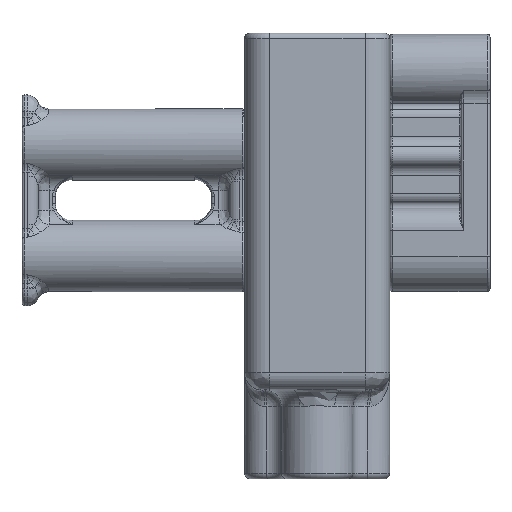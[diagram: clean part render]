
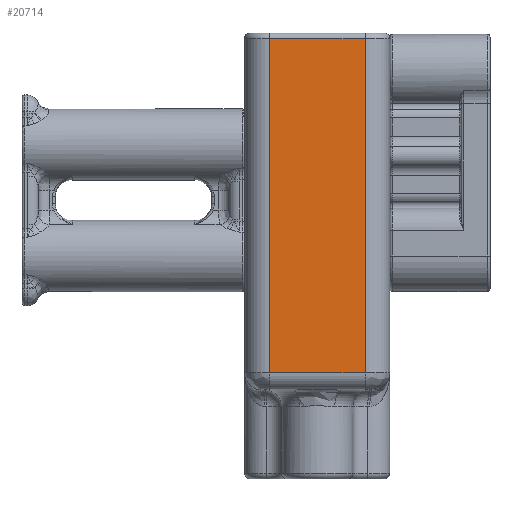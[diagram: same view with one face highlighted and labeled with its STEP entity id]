
A CAD part, left-side view. The second image highlights one B-rep face of the part: STEP entity #20714.
In plain terms, the highlighted planar face has unit normal (-1, 0, 0).
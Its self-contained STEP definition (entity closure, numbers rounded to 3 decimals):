
#232=PLANE('',#22690);
#999=LINE('',#35598,#1935);
#1007=LINE('',#35913,#1943);
#1008=LINE('',#35917,#1944);
#1009=LINE('',#35918,#1945);
#1935=VECTOR('',#26606,10.);
#1943=VECTOR('',#26672,10.);
#1944=VECTOR('',#26677,10.);
#1945=VECTOR('',#26678,10.);
#3431=FACE_OUTER_BOUND('',#4882,.T.);
#4882=EDGE_LOOP('',(#15126,#15127,#15128,#15129));
#8889=VERTEX_POINT('',#35590);
#8891=VERTEX_POINT('',#35596);
#8915=VERTEX_POINT('',#35912);
#8916=VERTEX_POINT('',#35916);
#11083=EDGE_CURVE('',#8891,#8889,#999,.T.);
#11125=EDGE_CURVE('',#8889,#8915,#1007,.T.);
#11127=EDGE_CURVE('',#8916,#8891,#1008,.T.);
#11128=EDGE_CURVE('',#8915,#8916,#1009,.T.);
#15126=ORIENTED_EDGE('',*,*,#11083,.F.);
#15127=ORIENTED_EDGE('',*,*,#11127,.F.);
#15128=ORIENTED_EDGE('',*,*,#11128,.F.);
#15129=ORIENTED_EDGE('',*,*,#11125,.F.);
#20714=ADVANCED_FACE('',(#3431),#232,.T.);
#22690=AXIS2_PLACEMENT_3D('',#35915,#26675,#26676);
#26606=DIRECTION('',(0.,-1.,0.));
#26672=DIRECTION('',(0.,0.,-1.));
#26675=DIRECTION('center_axis',(-1.,0.,0.));
#26676=DIRECTION('ref_axis',(0.,1.,0.));
#26677=DIRECTION('',(0.,0.,1.));
#26678=DIRECTION('',(0.,1.,0.));
#35590=CARTESIAN_POINT('',(-16.72,-4.3,39.5));
#35596=CARTESIAN_POINT('',(-16.72,4.3,39.5));
#35598=CARTESIAN_POINT('',(-16.72,-3.25,39.5));
#35912=CARTESIAN_POINT('',(-16.72,-4.3,9.5));
#35913=CARTESIAN_POINT('',(-16.72,-4.3,20.));
#35915=CARTESIAN_POINT('Origin',(-16.72,-6.5,40.));
#35916=CARTESIAN_POINT('',(-16.72,4.3,9.5));
#35917=CARTESIAN_POINT('',(-16.72,4.3,20.));
#35918=CARTESIAN_POINT('',(-16.72,-3.25,9.5));
